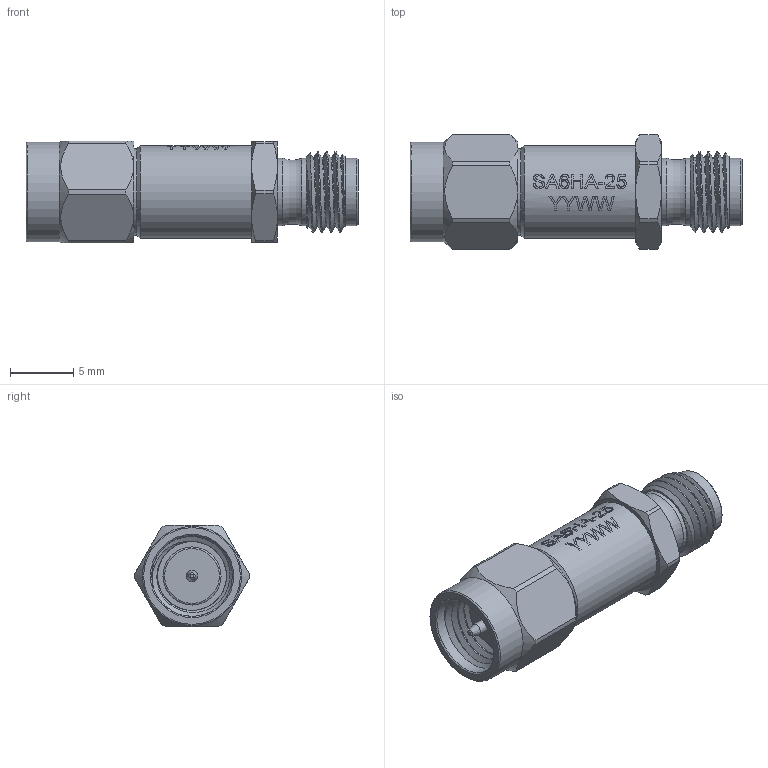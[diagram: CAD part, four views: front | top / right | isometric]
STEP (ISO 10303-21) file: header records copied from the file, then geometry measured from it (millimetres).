
FILE_DESCRIPTION (( 'STEP AP203' ), '1' );
FILE_NAME ('SA6HA-25_3D.step', '2021-07-16T19:25:21', ( '' ), ( '' ), 'SwSTEP 2.0', 'SolidWorks 2020', '' );
FILE_SCHEMA (( 'CONFIG_CONTROL_DESIGN' ));
Length unit declared in the file: inch
Products named in the file (1): SA6HA-25_3D
Bounding box: 26.16 x 9.02 x 8 mm (x, y, z)
Volume: 961.7 mm3; surface area: 972.6 mm2
Topology: 1 solids, 1 shells, 273 faces, 704 edges, 460 vertices
Faces by surface type: bspline 115, plane 80, cylinder 43, cone 31, torus 4
Full cylindrical faces by diameter (mm): 0.762 x1, 0.94 x1, 1.016 x2, 4.521 x1, 4.572 x1, 5.334 x3, 6.35 x1, 6.623 x1, 6.796 x1, 7.304 x1, 7.812 x1
Entity records: 14220 total; most frequent: CARTESIAN_POINT 8779, ORIENTED_EDGE 1328, DIRECTION 672, EDGE_CURVE 664, VERTEX_POINT 448, B_SPLINE_CURVE_WITH_KNOTS 414, EDGE_LOOP 326, FACE_OUTER_BOUND 290
